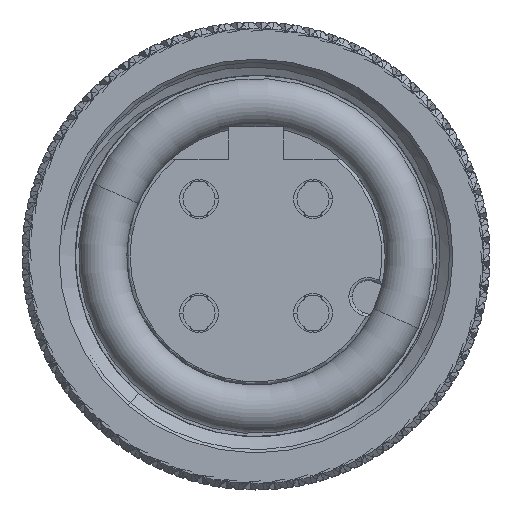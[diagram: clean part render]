
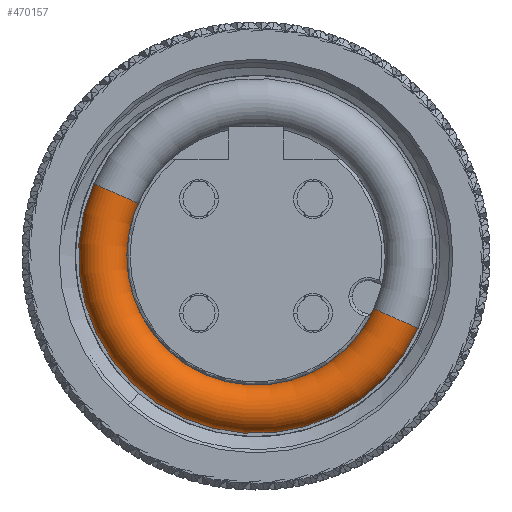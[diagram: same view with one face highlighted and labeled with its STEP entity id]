
A CAD part, left-side view. The second image highlights one B-rep face of the part: STEP entity #470157.
In plain terms, the highlighted toroidal (fillet/blend) face has major radius 4.75 mm and minor radius 0.75 mm.
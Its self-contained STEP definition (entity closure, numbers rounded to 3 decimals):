
#734 = DIRECTION ( 'NONE',  ( -1., 0., 0. ) ) ;
#4227 = AXIS2_PLACEMENT_3D ( 'NONE', #29797, #378995, #447417 ) ;
#8194 = CIRCLE ( 'NONE', #355740, 4. ) ;
#29273 = EDGE_CURVE ( 'NONE', #34280, #193547, #440588, .T. ) ;
#29797 = CARTESIAN_POINT ( 'NONE',  ( 0., 0., -4.75 ) ) ;
#34280 = VERTEX_POINT ( 'NONE', #255710 ) ;
#38034 = DIRECTION ( 'NONE',  ( 0., -1., 0. ) ) ;
#57881 = ORIENTED_EDGE ( 'NONE', *, *, #29273, .F. ) ;
#63519 = CARTESIAN_POINT ( 'NONE',  ( 0., 0., 0. ) ) ;
#88662 = DIRECTION ( 'NONE',  ( 0., -1., 0. ) ) ;
#105691 = CIRCLE ( 'NONE', #356057, 5.5 ) ;
#126645 = DIRECTION ( 'NONE',  ( 0., -1., 0. ) ) ;
#179932 = DIRECTION ( 'NONE',  ( -1., 0., 0. ) ) ;
#187467 = ORIENTED_EDGE ( 'NONE', *, *, #321433, .F. ) ;
#193547 = VERTEX_POINT ( 'NONE', #211992 ) ;
#201056 = EDGE_LOOP ( 'NONE', ( #57881, #318430, #211446, #187467 ) ) ;
#211446 = ORIENTED_EDGE ( 'NONE', *, *, #288189, .T. ) ;
#211992 = CARTESIAN_POINT ( 'NONE',  ( 0., 0., -4. ) ) ;
#235681 = AXIS2_PLACEMENT_3D ( 'NONE', #423323, #734, #304525 ) ;
#238002 = CARTESIAN_POINT ( 'NONE',  ( 0., 0., 0. ) ) ;
#248024 = DIRECTION ( 'NONE',  ( 0., 0., -1. ) ) ;
#255326 = CARTESIAN_POINT ( 'NONE',  ( 0., 0., 5.5 ) ) ;
#255710 = CARTESIAN_POINT ( 'NONE',  ( 0., 0., -5.5 ) ) ;
#278225 = VERTEX_POINT ( 'NONE', #418354 ) ;
#283135 = EDGE_CURVE ( 'NONE', #34280, #341011, #105691, .T. ) ;
#288189 = EDGE_CURVE ( 'NONE', #341011, #278225, #308036, .T. ) ;
#304525 = DIRECTION ( 'NONE',  ( 0., 0., 1. ) ) ;
#308036 = CIRCLE ( 'NONE', #372663, 0.75 ) ;
#318430 = ORIENTED_EDGE ( 'NONE', *, *, #283135, .T. ) ;
#321433 = EDGE_CURVE ( 'NONE', #193547, #278225, #8194, .T. ) ;
#339977 = FACE_OUTER_BOUND ( 'NONE', #201056, .T. ) ;
#341011 = VERTEX_POINT ( 'NONE', #255326 ) ;
#348802 = TOROIDAL_SURFACE ( 'NONE', #235681, 4.75, 0.75 ) ;
#355740 = AXIS2_PLACEMENT_3D ( 'NONE', #238002, #432837, #126645 ) ;
#356057 = AXIS2_PLACEMENT_3D ( 'NONE', #63519, #179932, #38034 ) ;
#372663 = AXIS2_PLACEMENT_3D ( 'NONE', #437842, #88662, #248024 ) ;
#378995 = DIRECTION ( 'NONE',  ( 0., 1., 0. ) ) ;
#418354 = CARTESIAN_POINT ( 'NONE',  ( 0., 0., 4. ) ) ;
#423323 = CARTESIAN_POINT ( 'NONE',  ( 0., 0., 0. ) ) ;
#432837 = DIRECTION ( 'NONE',  ( -1., 0., 0. ) ) ;
#437842 = CARTESIAN_POINT ( 'NONE',  ( 0., 0., 4.75 ) ) ;
#440588 = CIRCLE ( 'NONE', #4227, 0.75 ) ;
#447417 = DIRECTION ( 'NONE',  ( 0., 0., 1. ) ) ;
#470157 = ADVANCED_FACE ( 'NONE', ( #339977 ), #348802, .T. ) ;
